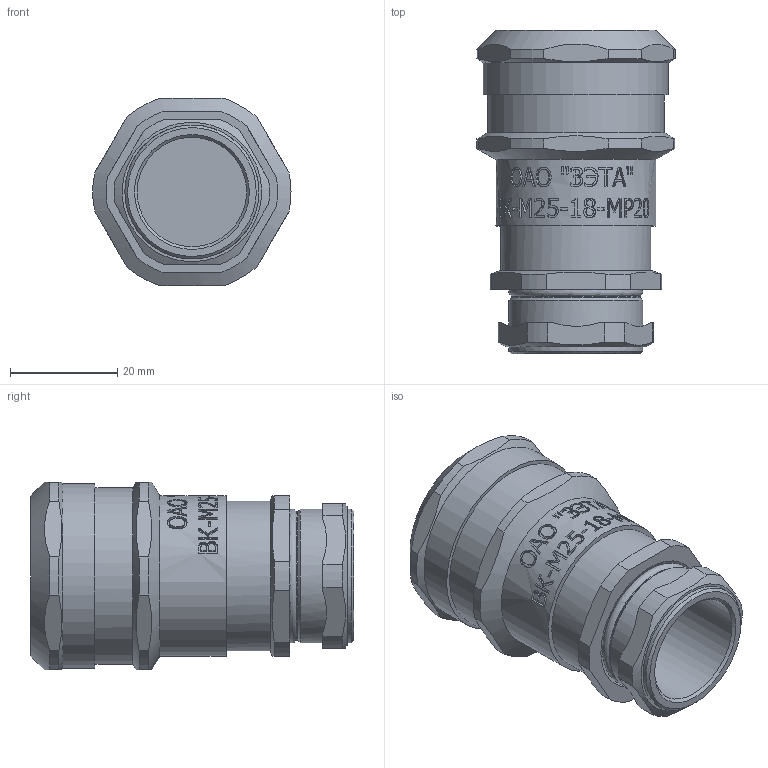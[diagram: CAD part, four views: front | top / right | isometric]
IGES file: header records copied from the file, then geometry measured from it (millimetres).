
Global section: file name: ВК-М25-МР20 (13-18мм); native system: Autodesk Inventor 2015; preprocessor: unknown; author: Борисов Е.В.,,11,0,; ; date: 20160917.204926; units: centimetre
Bounding box: 36.96 x 60.43 x 35 mm (x, y, z)
Volume: 39540.7 mm3; surface area: 9531.7 mm2
Topology: 1 solids, 1 shells, 435 faces, 1184 edges, 793 vertices
Faces by surface type: bspline 435
